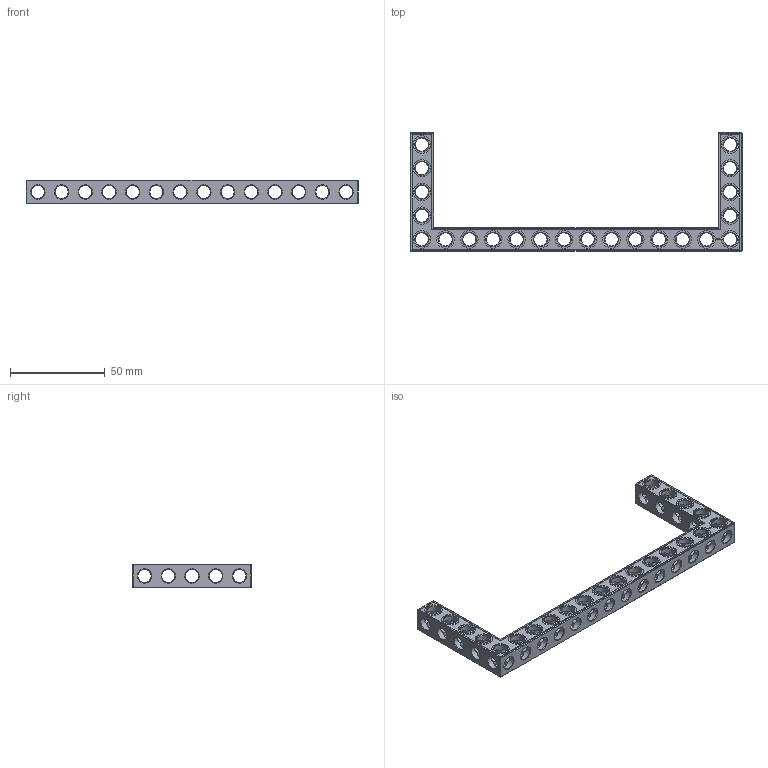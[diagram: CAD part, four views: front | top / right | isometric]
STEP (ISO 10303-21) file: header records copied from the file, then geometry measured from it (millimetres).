
FILE_DESCRIPTION(('FreeCAD Model'),'2;1');
FILE_NAME('Open CASCADE Shape Model','2022-02-26T22:51:03',('Author'),( ''),'Open CASCADE STEP processor 7.5','FreeCAD','Unknown');
FILE_SCHEMA(('AUTOMOTIVE_DESIGN { 1 0 10303 214 1 1 1 1 }'));
Products named in the file (1): Beam AGD ESS USH SYM BU14x05x01 - SPN-BEM-0521 (stemfie.org)
Bounding box: 175 x 62.5 x 12.5 mm (x, y, z)
Volume: 21488.2 mm3; surface area: 19284.1 mm2
Topology: 1 solids, 1 shells, 767 faces, 2286 edges, 1487 vertices
Faces by surface type: plane 400, extrusion 144, cylinder 133, cone 90
Full cylindrical faces by diameter (mm): 6.98 x12, 7 x99, 9.2 x22
Entity records: 101114 total; most frequent: CARTESIAN_POINT 57934, DIRECTION 7114, VECTOR 4696, ORIENTED_EDGE 4572, PCURVE 4572, DEFINITIONAL_REPRESENTATION 4572, LINE 4552, EDGE_CURVE 2286
